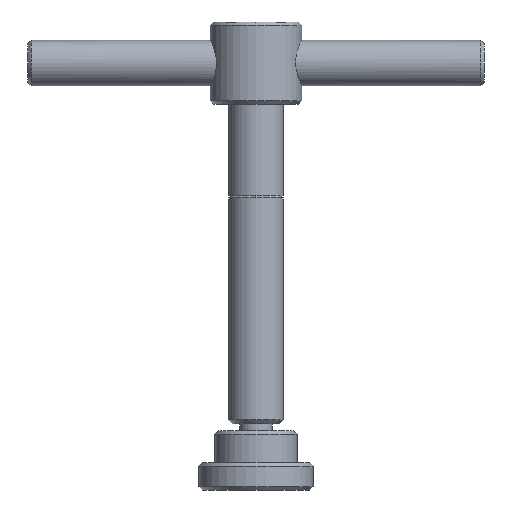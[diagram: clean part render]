
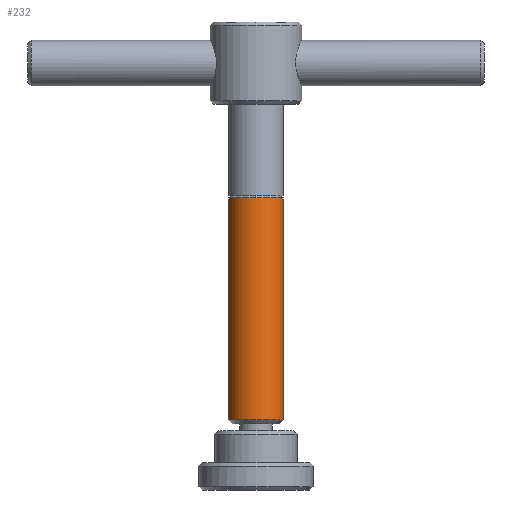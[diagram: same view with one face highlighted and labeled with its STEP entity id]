
A CAD part, front view. The second image highlights one B-rep face of the part: STEP entity #232.
In plain terms, the highlighted cylindrical face has radius 6 mm (diameter 12 mm), a partial arc.
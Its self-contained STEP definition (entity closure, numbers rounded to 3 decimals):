
#232=ADVANCED_FACE('',(#630),#631,.T.);
#234=VERTEX_POINT('',#633);
#236=VERTEX_POINT('',#635);
#250=VERTEX_POINT('',#650);
#260=EDGE_CURVE('',#234,#524,#661,.T.);
#364=EDGE_CURVE('',#458,#236,#781,.T.);
#368=EDGE_CURVE('',#250,#458,#786,.T.);
#406=EDGE_CURVE('',#236,#234,#828,.T.);
#422=EDGE_CURVE('',#524,#250,#847,.T.);
#458=VERTEX_POINT('',#888);
#524=VERTEX_POINT('',#959);
#630=FACE_OUTER_BOUND('',#1072,.T.);
#631=CYLINDRICAL_SURFACE('',#1073,6.0);
#633=CARTESIAN_POINT('',(-6.,0.,15.4));
#635=CARTESIAN_POINT('',(-6.,0.,63.953));
#650=CARTESIAN_POINT('',(6.,0.,63.953));
#661=CIRCLE('',#1129,6.0);
#781=CIRCLE('',#1275,6.0);
#786=CIRCLE('',#1281,6.0);
#828=LINE('',#1385,#1386);
#847=LINE('',#1410,#1411);
#888=CARTESIAN_POINT('',(0.,-6.,63.953));
#959=CARTESIAN_POINT('',(6.,0.,15.4));
#1072=EDGE_LOOP('',(#1761,#1762,#1763,#1764,#1765));
#1073=AXIS2_PLACEMENT_3D('',#1766,#1767,#1768);
#1129=AXIS2_PLACEMENT_3D('',#1800,#1801,#1802);
#1275=AXIS2_PLACEMENT_3D('',#1965,#1966,#1967);
#1281=AXIS2_PLACEMENT_3D('',#1977,#1978,#1979);
#1385=CARTESIAN_POINT('',(-6.,0.,49.95));
#1386=VECTOR('',#2033,1.0);
#1410=CARTESIAN_POINT('',(6.,0.,49.95));
#1411=VECTOR('',#2060,1.0);
#1761=ORIENTED_EDGE('',*,*,#422,.T.);
#1762=ORIENTED_EDGE('',*,*,#368,.T.);
#1763=ORIENTED_EDGE('',*,*,#364,.T.);
#1764=ORIENTED_EDGE('',*,*,#406,.T.);
#1765=ORIENTED_EDGE('',*,*,#260,.T.);
#1766=CARTESIAN_POINT('',(0.,0.,49.95));
#1767=DIRECTION('',(0.,0.,-1.0));
#1768=DIRECTION('',(1.0,0.,0.));
#1800=CARTESIAN_POINT('',(0.,0.,15.4));
#1801=DIRECTION('',(0.,0.,1.0));
#1802=DIRECTION('',(1.0,0.,0.));
#1965=CARTESIAN_POINT('',(0.,0.,63.953));
#1966=DIRECTION('',(0.,0.,-1.0));
#1967=DIRECTION('',(1.0,0.,0.));
#1977=CARTESIAN_POINT('',(0.,0.,63.953));
#1978=DIRECTION('',(0.,0.,-1.0));
#1979=DIRECTION('',(1.0,0.,0.));
#2033=DIRECTION('',(0.,0.,-1.0));
#2060=DIRECTION('',(0.,0.,1.0));
